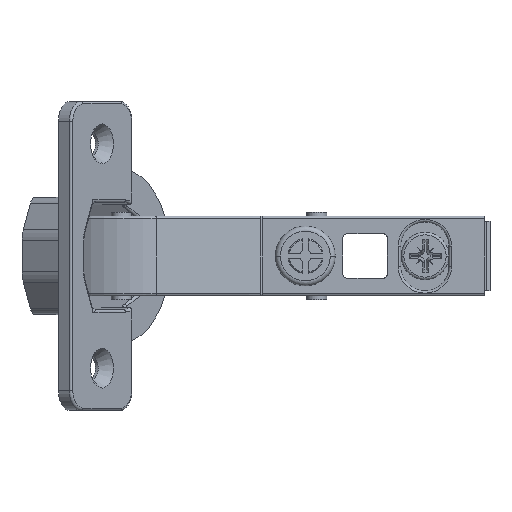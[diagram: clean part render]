
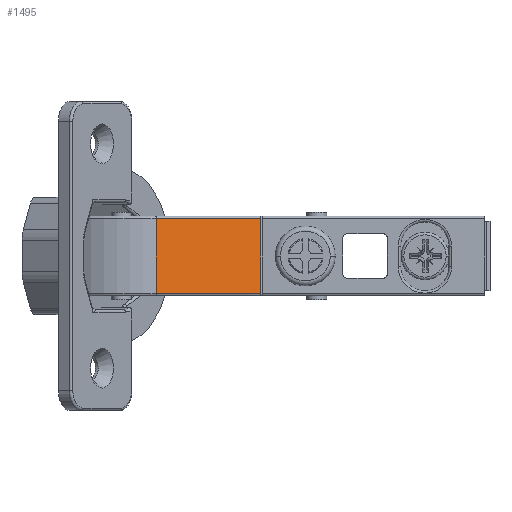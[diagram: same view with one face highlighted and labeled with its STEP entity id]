
A CAD part, front view. The second image highlights one B-rep face of the part: STEP entity #1495.
In plain terms, the highlighted face is planar.
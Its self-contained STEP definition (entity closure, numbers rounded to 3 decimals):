
#405 = CARTESIAN_POINT ( 'NONE',  ( -24.75, 0.22, -7.5 ) ) ;
#664 = FACE_OUTER_BOUND ( 'NONE', #8809, .T. ) ;
#1169 = LINE ( 'NONE', #4348, #11404 ) ;
#1495 = ADVANCED_FACE ( 'NONE', ( #664 ), #10099, .T. ) ;
#2361 = ORIENTED_EDGE ( 'NONE', *, *, #11669, .T. ) ;
#2951 = CARTESIAN_POINT ( 'NONE',  ( -24.75, 0.22, 7.5 ) ) ;
#3705 = DIRECTION ( 'NONE',  ( 0.322, 0.947, 0. ) ) ;
#3958 = ORIENTED_EDGE ( 'NONE', *, *, #8094, .T. ) ;
#3991 = VERTEX_POINT ( 'NONE', #405 ) ;
#4180 = AXIS2_PLACEMENT_3D ( 'NONE', #6969, #3705, #6836 ) ;
#4283 = DIRECTION ( 'NONE',  ( -0.947, 0.322, 0. ) ) ;
#4348 = CARTESIAN_POINT ( 'NONE',  ( -45.713, 7.344, -7.5 ) ) ;
#4502 = CARTESIAN_POINT ( 'NONE',  ( -45.713, 7.344, 7.5 ) ) ;
#4602 = VERTEX_POINT ( 'NONE', #4502 ) ;
#5251 = LINE ( 'NONE', #9709, #6189 ) ;
#5670 = CARTESIAN_POINT ( 'NONE',  ( -24.75, 0.22, 8. ) ) ;
#5703 = EDGE_CURVE ( 'NONE', #3991, #13531, #1169, .T. ) ;
#5775 = ORIENTED_EDGE ( 'NONE', *, *, #8353, .F. ) ;
#6189 = VECTOR ( 'NONE', #12757, 1000. ) ;
#6367 = VECTOR ( 'NONE', #12546, 1000. ) ;
#6423 = LINE ( 'NONE', #9629, #6367 ) ;
#6836 = DIRECTION ( 'NONE',  ( -0.947, 0.322, 0. ) ) ;
#6969 = CARTESIAN_POINT ( 'NONE',  ( -2.496, -7.344, 8. ) ) ;
#8094 = EDGE_CURVE ( 'NONE', #13569, #3991, #12131, .T. ) ;
#8353 = EDGE_CURVE ( 'NONE', #4602, #13531, #5251, .T. ) ;
#8809 = EDGE_LOOP ( 'NONE', ( #3958, #9413, #5775, #2361 ) ) ;
#9144 = CARTESIAN_POINT ( 'NONE',  ( -45.713, 7.344, -7.5 ) ) ;
#9292 = VECTOR ( 'NONE', #10890, 1000. ) ;
#9413 = ORIENTED_EDGE ( 'NONE', *, *, #5703, .T. ) ;
#9629 = CARTESIAN_POINT ( 'NONE',  ( -2.496, -7.344, 7.5 ) ) ;
#9709 = CARTESIAN_POINT ( 'NONE',  ( -45.713, 7.344, 8. ) ) ;
#10099 = PLANE ( 'NONE',  #4180 ) ;
#10890 = DIRECTION ( 'NONE',  ( 0., 0., -1. ) ) ;
#11404 = VECTOR ( 'NONE', #4283, 1000. ) ;
#11669 = EDGE_CURVE ( 'NONE', #4602, #13569, #6423, .T. ) ;
#12131 = LINE ( 'NONE', #5670, #9292 ) ;
#12546 = DIRECTION ( 'NONE',  ( 0.947, -0.322, 0. ) ) ;
#12757 = DIRECTION ( 'NONE',  ( 0., 0., -1. ) ) ;
#13531 = VERTEX_POINT ( 'NONE', #9144 ) ;
#13569 = VERTEX_POINT ( 'NONE', #2951 ) ;
